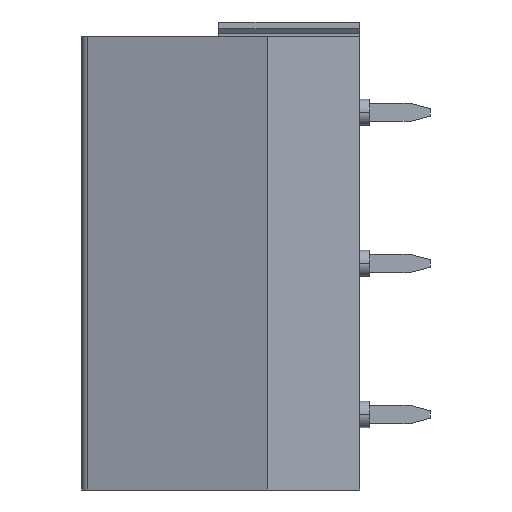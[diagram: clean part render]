
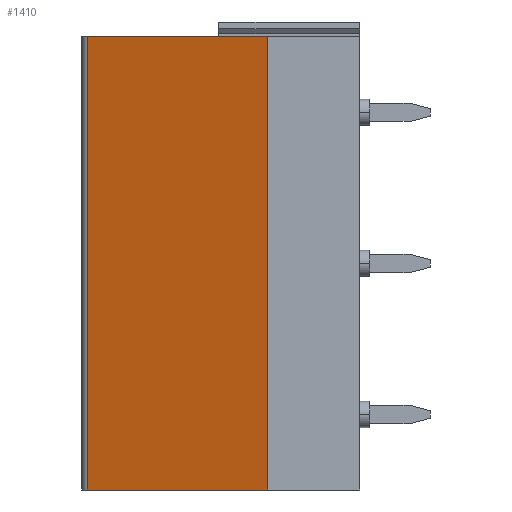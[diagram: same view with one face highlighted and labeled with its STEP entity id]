
A CAD part, left-side view. The second image highlights one B-rep face of the part: STEP entity #1410.
In plain terms, the highlighted planar face has unit normal (-0.951, 0.309, 0).
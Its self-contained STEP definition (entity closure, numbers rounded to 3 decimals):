
#1020=CARTESIAN_POINT('',(-61.619,52.953
   ,-17.5));
#1030=DIRECTION('',(-0.951,0.309,
   0.));
#1040=DIRECTION('',(-0.309,-0.951,
   0.));
#1050=AXIS2_PLACEMENT_3D('',#1020,#1030,#1040);
#1060=PLANE('',#1050);
#1070=CARTESIAN_POINT('',(-78.825,0.
   ,-23.75));
#1080=DIRECTION('',(-0.309,-0.951,
   0.));
#1090=VECTOR('',#1080,1.);
#1100=LINE('',#1070,#1090);
#1110=CARTESIAN_POINT('',(-61.619,52.953
   ,-23.75));
#1120=VERTEX_POINT('',#1110);
#1130=CARTESIAN_POINT('',(-64.53,43.996
   ,-23.75));
#1140=VERTEX_POINT('',#1130);
#1150=EDGE_CURVE('',#1120,#1140,#1100,.T.);
#1160=ORIENTED_EDGE('',*,*,#1150,.T.);
#1170=CARTESIAN_POINT('',(-61.619,52.953
   ,-12.5));
#1180=DIRECTION('',(0.,0.,
   1.));
#1190=VECTOR('',#1180,1.);
#1200=LINE('',#1170,#1190);
#1210=CARTESIAN_POINT('',(-61.619,52.953
   ,-1.25));
#1220=VERTEX_POINT('',#1210);
#1230=EDGE_CURVE('',#1120,#1220,#1200,.T.);
#1240=ORIENTED_EDGE('',*,*,#1230,.F.);
#1250=CARTESIAN_POINT('',(-78.825,0.
   ,-1.25));
#1260=DIRECTION('',(0.309,0.951,
   0.));
#1270=VECTOR('',#1260,1.);
#1280=LINE('',#1250,#1270);
#1290=CARTESIAN_POINT('',(-64.53,43.996
   ,-1.25));
#1300=VERTEX_POINT('',#1290);
#1310=EDGE_CURVE('',#1300,#1220,#1280,.T.);
#1320=ORIENTED_EDGE('',*,*,#1310,.T.);
#1330=CARTESIAN_POINT('',(-64.53,43.996
   ,-17.5));
#1340=DIRECTION('',(0.,0.,
   1.));
#1350=VECTOR('',#1340,1.);
#1360=LINE('',#1330,#1350);
#1370=EDGE_CURVE('',#1140,#1300,#1360,.T.);
#1380=ORIENTED_EDGE('',*,*,#1370,.T.);
#1390=EDGE_LOOP('',(#1380,#1320,#1240,#1160));
#1400=FACE_OUTER_BOUND('',#1390,.T.);
#1410=ADVANCED_FACE('',(#1400),#1060,.T.);
